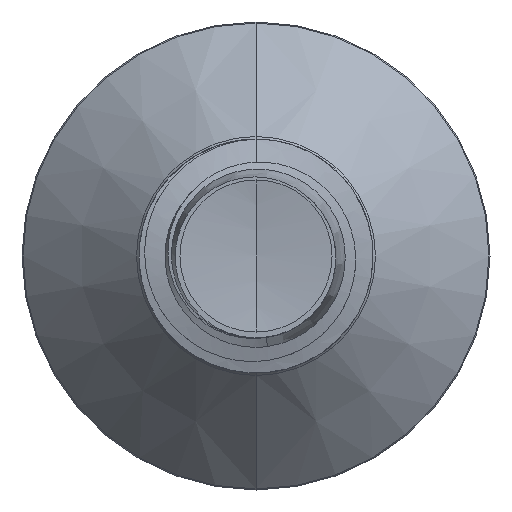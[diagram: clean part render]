
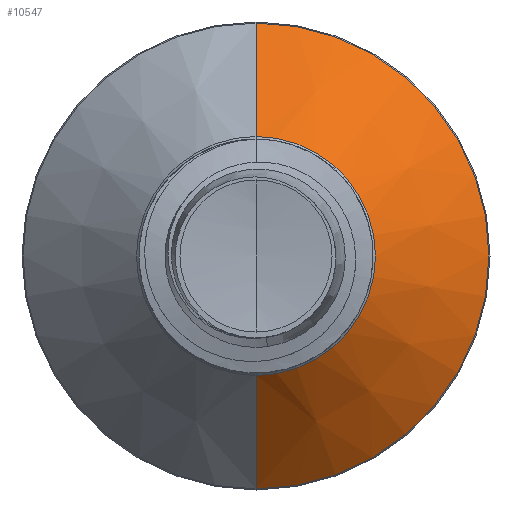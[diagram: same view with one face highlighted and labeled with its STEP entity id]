
A CAD part, front view. The second image highlights one B-rep face of the part: STEP entity #10547.
In plain terms, the highlighted conical face has half-angle 45 degrees and reference radius 2.042 mm.
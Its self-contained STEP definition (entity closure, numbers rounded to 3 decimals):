
#86 = DIRECTION ( 'NONE',  ( 0., 1., 0. ) ) ;
#740 = EDGE_LOOP ( 'NONE', ( #14127, #3215, #3324, #3369 ) ) ;
#1438 = CARTESIAN_POINT ( 'NONE',  ( 0., 9.282, 3.982 ) ) ;
#2168 = EDGE_CURVE ( 'NONE', #4996, #11703, #5558, .T. ) ;
#2665 = CARTESIAN_POINT ( 'NONE',  ( 0., 7.342, 0. ) ) ;
#2757 = VERTEX_POINT ( 'NONE', #1438 ) ;
#2824 = AXIS2_PLACEMENT_3D ( 'NONE', #2665, #14580, #4460 ) ;
#3215 = ORIENTED_EDGE ( 'NONE', *, *, #2168, .T. ) ;
#3324 = ORIENTED_EDGE ( 'NONE', *, *, #9138, .F. ) ;
#3369 = ORIENTED_EDGE ( 'NONE', *, *, #21128, .F. ) ;
#3492 = EDGE_CURVE ( 'NONE', #11224, #4996, #6858, .T. ) ;
#3761 = AXIS2_PLACEMENT_3D ( 'NONE', #10215, #8570, #11934 ) ;
#4460 = DIRECTION ( 'NONE',  ( 0., 0., 1. ) ) ;
#4633 = AXIS2_PLACEMENT_3D ( 'NONE', #10465, #86, #12169 ) ;
#4996 = VERTEX_POINT ( 'NONE', #9783 ) ;
#5558 = LINE ( 'NONE', #20566, #10055 ) ;
#6858 = CIRCLE ( 'NONE', #2824, 2.042 ) ;
#7096 = CIRCLE ( 'NONE', #4633, 3.982 ) ;
#8570 = DIRECTION ( 'NONE',  ( 0., 1., 0. ) ) ;
#9021 = DIRECTION ( 'NONE',  ( 0., 0.707, -0.707 ) ) ;
#9138 = EDGE_CURVE ( 'NONE', #2757, #11703, #7096, .T. ) ;
#9783 = CARTESIAN_POINT ( 'NONE',  ( 0., 7.342, -2.042 ) ) ;
#10055 = VECTOR ( 'NONE', #9021, 1000. ) ;
#10215 = CARTESIAN_POINT ( 'NONE',  ( 0., 7.342, 0. ) ) ;
#10465 = CARTESIAN_POINT ( 'NONE',  ( 0., 9.282, 0. ) ) ;
#10547 = ADVANCED_FACE ( 'NONE', ( #12395 ), #20060, .T. ) ;
#11224 = VERTEX_POINT ( 'NONE', #12932 ) ;
#11703 = VERTEX_POINT ( 'NONE', #19981 ) ;
#11934 = DIRECTION ( 'NONE',  ( 0., 0., 1. ) ) ;
#12169 = DIRECTION ( 'NONE',  ( 0., 0., 1. ) ) ;
#12395 = FACE_OUTER_BOUND ( 'NONE', #740, .T. ) ;
#12875 = LINE ( 'NONE', #14083, #20019 ) ;
#12932 = CARTESIAN_POINT ( 'NONE',  ( 0., 7.342, 2.042 ) ) ;
#14083 = CARTESIAN_POINT ( 'NONE',  ( 0., 7.342, 2.042 ) ) ;
#14127 = ORIENTED_EDGE ( 'NONE', *, *, #3492, .T. ) ;
#14580 = DIRECTION ( 'NONE',  ( 0., 1., 0. ) ) ;
#15759 = DIRECTION ( 'NONE',  ( 0., 0.707, 0.707 ) ) ;
#19981 = CARTESIAN_POINT ( 'NONE',  ( 0., 9.282, -3.982 ) ) ;
#20019 = VECTOR ( 'NONE', #15759, 1000. ) ;
#20060 = CONICAL_SURFACE ( 'NONE', #3761, 2.042, 0.785 ) ;
#20566 = CARTESIAN_POINT ( 'NONE',  ( 0., 7.342, -2.042 ) ) ;
#21128 = EDGE_CURVE ( 'NONE', #11224, #2757, #12875, .T. ) ;
